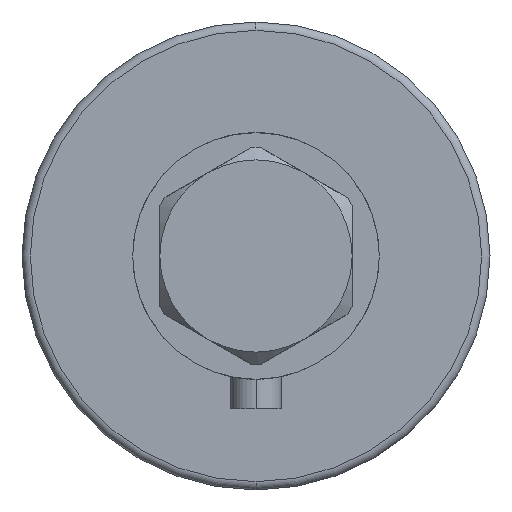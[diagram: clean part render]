
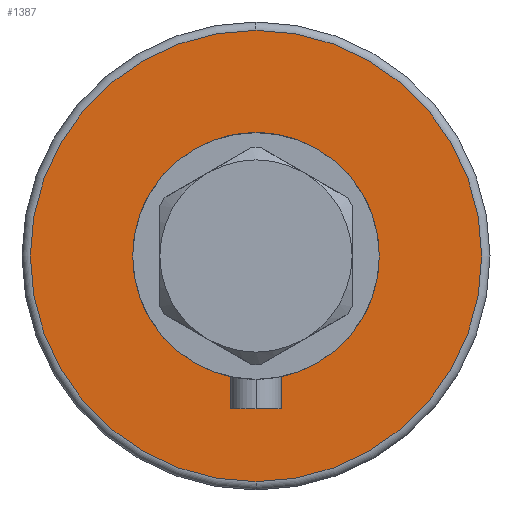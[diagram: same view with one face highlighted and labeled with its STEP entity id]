
A CAD part, left-side view. The second image highlights one B-rep face of the part: STEP entity #1387.
In plain terms, the highlighted face is planar.
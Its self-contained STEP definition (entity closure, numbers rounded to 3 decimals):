
#10 = DIRECTION ( 'NONE',  ( 1., 0., 0. ) ) ;
#31 = CARTESIAN_POINT ( 'NONE',  ( 0., 0., 0. ) ) ;
#146 = DIRECTION ( 'NONE',  ( 0., 0., -1. ) ) ;
#336 = EDGE_LOOP ( 'NONE', ( #798, #2158 ) ) ;
#528 = CARTESIAN_POINT ( 'NONE',  ( -24., 0., 0. ) ) ;
#541 = FACE_BOUND ( 'NONE', #2296, .T. ) ;
#683 = AXIS2_PLACEMENT_3D ( 'NONE', #31, #3356, #10 ) ;
#789 = EDGE_CURVE ( 'NONE', #1910, #2308, #3802, .T. ) ;
#798 = ORIENTED_EDGE ( 'NONE', *, *, #789, .T. ) ;
#822 = CARTESIAN_POINT ( 'NONE',  ( 54., 0., 0. ) ) ;
#1232 = PLANE ( 'NONE',  #3394 ) ;
#1278 = CARTESIAN_POINT ( 'NONE',  ( -54., 0., 0. ) ) ;
#1331 = CARTESIAN_POINT ( 'NONE',  ( 0., 0., 0. ) ) ;
#1387 = ADVANCED_FACE ( 'NONE', ( #3858, #541 ), #1232, .F. ) ;
#1487 = CIRCLE ( 'NONE', #4609, 24. ) ;
#1561 = DIRECTION ( 'NONE',  ( 1., 0., 0. ) ) ;
#1695 = AXIS2_PLACEMENT_3D ( 'NONE', #2379, #3477, #1561 ) ;
#1704 = CARTESIAN_POINT ( 'NONE',  ( 24., 0., 0. ) ) ;
#1723 = EDGE_CURVE ( 'NONE', #3299, #2592, #2019, .T. ) ;
#1910 = VERTEX_POINT ( 'NONE', #822 ) ;
#2016 = CARTESIAN_POINT ( 'NONE',  ( 0., 0., 0. ) ) ;
#2019 = CIRCLE ( 'NONE', #683, 24. ) ;
#2031 = CARTESIAN_POINT ( 'NONE',  ( 0., 0., 0. ) ) ;
#2071 = EDGE_CURVE ( 'NONE', #2308, #1910, #3035, .T. ) ;
#2158 = ORIENTED_EDGE ( 'NONE', *, *, #2071, .T. ) ;
#2296 = EDGE_LOOP ( 'NONE', ( #3543, #3248 ) ) ;
#2308 = VERTEX_POINT ( 'NONE', #1278 ) ;
#2379 = CARTESIAN_POINT ( 'NONE',  ( 0., 0., 0. ) ) ;
#2592 = VERTEX_POINT ( 'NONE', #528 ) ;
#2773 = DIRECTION ( 'NONE',  ( 1., 0., 0. ) ) ;
#2811 = DIRECTION ( 'NONE',  ( 0., 0., 1. ) ) ;
#2868 = AXIS2_PLACEMENT_3D ( 'NONE', #2016, #146, #2773 ) ;
#3035 = CIRCLE ( 'NONE', #2868, 54. ) ;
#3188 = DIRECTION ( 'NONE',  ( 0., 0., 1. ) ) ;
#3248 = ORIENTED_EDGE ( 'NONE', *, *, #3789, .T. ) ;
#3299 = VERTEX_POINT ( 'NONE', #1704 ) ;
#3356 = DIRECTION ( 'NONE',  ( 0., 0., 1. ) ) ;
#3394 = AXIS2_PLACEMENT_3D ( 'NONE', #1331, #2811, #4277 ) ;
#3477 = DIRECTION ( 'NONE',  ( 0., 0., -1. ) ) ;
#3481 = DIRECTION ( 'NONE',  ( 1., 0., 0. ) ) ;
#3543 = ORIENTED_EDGE ( 'NONE', *, *, #1723, .T. ) ;
#3789 = EDGE_CURVE ( 'NONE', #2592, #3299, #1487, .T. ) ;
#3802 = CIRCLE ( 'NONE', #1695, 54. ) ;
#3858 = FACE_OUTER_BOUND ( 'NONE', #336, .T. ) ;
#4277 = DIRECTION ( 'NONE',  ( 1., 0., 0. ) ) ;
#4609 = AXIS2_PLACEMENT_3D ( 'NONE', #2031, #3188, #3481 ) ;
